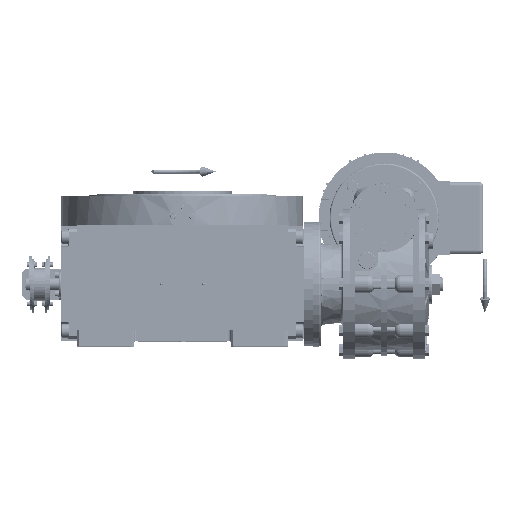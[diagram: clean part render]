
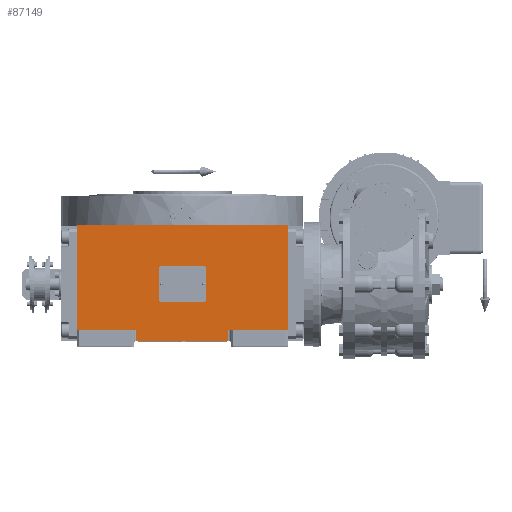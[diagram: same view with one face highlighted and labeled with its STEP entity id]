
A CAD part, top view. The second image highlights one B-rep face of the part: STEP entity #87149.
In plain terms, the highlighted planar face has unit normal (0, 0, 1).
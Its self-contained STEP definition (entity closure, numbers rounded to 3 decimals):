
#124 = VECTOR ( 'NONE', #10009, 1000. ) ;
#450 = LINE ( 'NONE', #148427, #102262 ) ;
#7869 = VECTOR ( 'NONE', #12882, 1000. ) ;
#8164 = VECTOR ( 'NONE', #8287, 1000. ) ;
#8287 = DIRECTION ( 'NONE',  ( 1., 0., 0. ) ) ;
#10009 = DIRECTION ( 'NONE',  ( 1., 0., 0. ) ) ;
#10203 = VERTEX_POINT ( 'NONE', #24774 ) ;
#11035 = EDGE_CURVE ( 'NONE', #100565, #10203, #116005, .T. ) ;
#12882 = DIRECTION ( 'NONE',  ( 0., 1., 0. ) ) ;
#14505 = CARTESIAN_POINT ( 'NONE',  ( -135., 75., 226. ) ) ;
#15388 = FACE_OUTER_BOUND ( 'NONE', #98396, .T. ) ;
#20349 = EDGE_CURVE ( 'NONE', #50862, #67271, #159700, .T. ) ;
#21951 = EDGE_CURVE ( 'NONE', #93846, #124227, #135679, .T. ) ;
#24774 = CARTESIAN_POINT ( 'NONE',  ( 135., 75., 226. ) ) ;
#26650 = CARTESIAN_POINT ( 'NONE',  ( -59., -73., 226. ) ) ;
#26959 = CARTESIAN_POINT ( 'NONE',  ( -135., -59., 226. ) ) ;
#27500 = DIRECTION ( 'NONE',  ( 0., 1., 0. ) ) ;
#27590 = DIRECTION ( 'NONE',  ( 1., 0., 0. ) ) ;
#31436 = VERTEX_POINT ( 'NONE', #42773 ) ;
#34188 = CARTESIAN_POINT ( 'NONE',  ( 59., -59., 226. ) ) ;
#34713 = LINE ( 'NONE', #112275, #8164 ) ;
#39212 = CARTESIAN_POINT ( 'NONE',  ( -135., -73., 226. ) ) ;
#40036 = ORIENTED_EDGE ( 'NONE', *, *, #122048, .T. ) ;
#40938 = DIRECTION ( 'NONE',  ( 0., 1., 0. ) ) ;
#41780 = DIRECTION ( 'NONE',  ( 0., 0., 1. ) ) ;
#42513 = CARTESIAN_POINT ( 'NONE',  ( -59., -73., 226. ) ) ;
#42773 = CARTESIAN_POINT ( 'NONE',  ( -135., -59., 226. ) ) ;
#47691 = VECTOR ( 'NONE', #27500, 1000. ) ;
#50862 = VERTEX_POINT ( 'NONE', #151519 ) ;
#53744 = CARTESIAN_POINT ( 'NONE',  ( 59., -59., 226. ) ) ;
#53787 = ORIENTED_EDGE ( 'NONE', *, *, #80483, .T. ) ;
#54889 = LINE ( 'NONE', #42513, #83300 ) ;
#55034 = DIRECTION ( 'NONE',  ( 1., 0., 0. ) ) ;
#56614 = VECTOR ( 'NONE', #165506, 1000. ) ;
#65455 = ORIENTED_EDGE ( 'NONE', *, *, #21951, .T. ) ;
#67271 = VERTEX_POINT ( 'NONE', #123010 ) ;
#70059 = CARTESIAN_POINT ( 'NONE',  ( 135., -59., 226. ) ) ;
#71118 = EDGE_CURVE ( 'NONE', #31436, #100565, #109701, .T. ) ;
#76265 = EDGE_CURVE ( 'NONE', #124227, #10203, #450, .T. ) ;
#80483 = EDGE_CURVE ( 'NONE', #50862, #106908, #54889, .T. ) ;
#83300 = VECTOR ( 'NONE', #27590, 1000. ) ;
#83476 = ORIENTED_EDGE ( 'NONE', *, *, #71118, .F. ) ;
#87149 = ADVANCED_FACE ( 'NONE', ( #15388 ), #160792, .T. ) ;
#93846 = VERTEX_POINT ( 'NONE', #164692 ) ;
#95639 = ORIENTED_EDGE ( 'NONE', *, *, #20349, .F. ) ;
#98396 = EDGE_LOOP ( 'NONE', ( #53787, #139732, #65455, #141431, #141265, #83476, #40036, #95639 ) ) ;
#100565 = VERTEX_POINT ( 'NONE', #14505 ) ;
#101949 = CARTESIAN_POINT ( 'NONE',  ( -135., 75., 226. ) ) ;
#102262 = VECTOR ( 'NONE', #40938, 1000. ) ;
#104570 = EDGE_CURVE ( 'NONE', #93846, #106908, #113513, .T. ) ;
#106908 = VERTEX_POINT ( 'NONE', #116362 ) ;
#109701 = LINE ( 'NONE', #26959, #7869 ) ;
#112275 = CARTESIAN_POINT ( 'NONE',  ( -135., -59., 226. ) ) ;
#113513 = LINE ( 'NONE', #34188, #56614 ) ;
#116005 = LINE ( 'NONE', #101949, #165728 ) ;
#116362 = CARTESIAN_POINT ( 'NONE',  ( 59., -73., 226. ) ) ;
#118576 = AXIS2_PLACEMENT_3D ( 'NONE', #39212, #41780, #55034 ) ;
#122048 = EDGE_CURVE ( 'NONE', #31436, #67271, #34713, .T. ) ;
#123010 = CARTESIAN_POINT ( 'NONE',  ( -59., -59., 226. ) ) ;
#124227 = VERTEX_POINT ( 'NONE', #70059 ) ;
#135679 = LINE ( 'NONE', #53744, #124 ) ;
#139732 = ORIENTED_EDGE ( 'NONE', *, *, #104570, .F. ) ;
#141265 = ORIENTED_EDGE ( 'NONE', *, *, #11035, .F. ) ;
#141431 = ORIENTED_EDGE ( 'NONE', *, *, #76265, .T. ) ;
#148427 = CARTESIAN_POINT ( 'NONE',  ( 135., -59., 226. ) ) ;
#151519 = CARTESIAN_POINT ( 'NONE',  ( -59., -73., 226. ) ) ;
#159700 = LINE ( 'NONE', #26650, #47691 ) ;
#160792 = PLANE ( 'NONE',  #118576 ) ;
#164692 = CARTESIAN_POINT ( 'NONE',  ( 59., -59., 226. ) ) ;
#165506 = DIRECTION ( 'NONE',  ( 0., -1., 0. ) ) ;
#165728 = VECTOR ( 'NONE', #169777, 1000. ) ;
#169777 = DIRECTION ( 'NONE',  ( 1., 0., 0. ) ) ;
